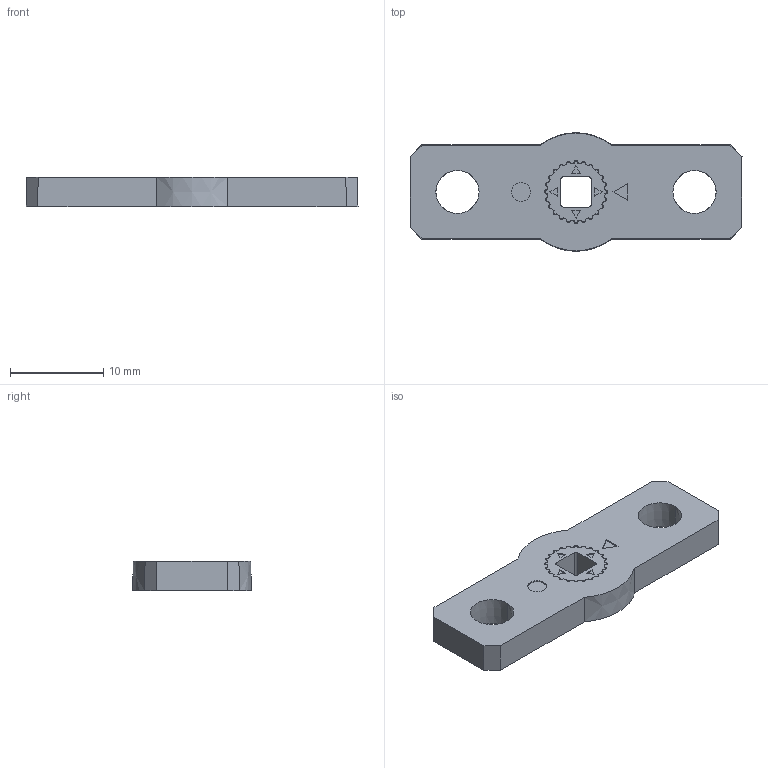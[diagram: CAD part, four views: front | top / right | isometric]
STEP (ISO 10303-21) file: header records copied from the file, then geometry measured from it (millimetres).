
FILE_DESCRIPTION (( 'STEP AP203' ), '1' );
FILE_NAME ('LOCK-PLATE.STEP', '2007-08-28T15:48:03', ( 'Innovation First, Inc.' ), ( 'Innovation First, Inc.' ), 'SwSTEP 2.0', 'SolidWorks 2006052', '' );
FILE_SCHEMA (( 'CONFIG_CONTROL_DESIGN' ));
Length unit declared in the file: millimetre
Products named in the file (1): LOCK-PLATE
Bounding box: 35.56 x 12.7 x 3.17 mm (x, y, z)
Volume: 848.1 mm3; surface area: 1523.5 mm2
Topology: 2 solids, 2 shells, 278 faces, 774 edges, 516 vertices
Faces by surface type: cone 115, plane 69, bspline 68, cylinder 26
Entity records: 11147 total; most frequent: CARTESIAN_POINT 4545, ORIENTED_EDGE 1548, DIRECTION 1130, EDGE_CURVE 774, VERTEX_POINT 516, AXIS2_PLACEMENT_3D 453, EDGE_LOOP 302, ADVANCED_FACE 278
